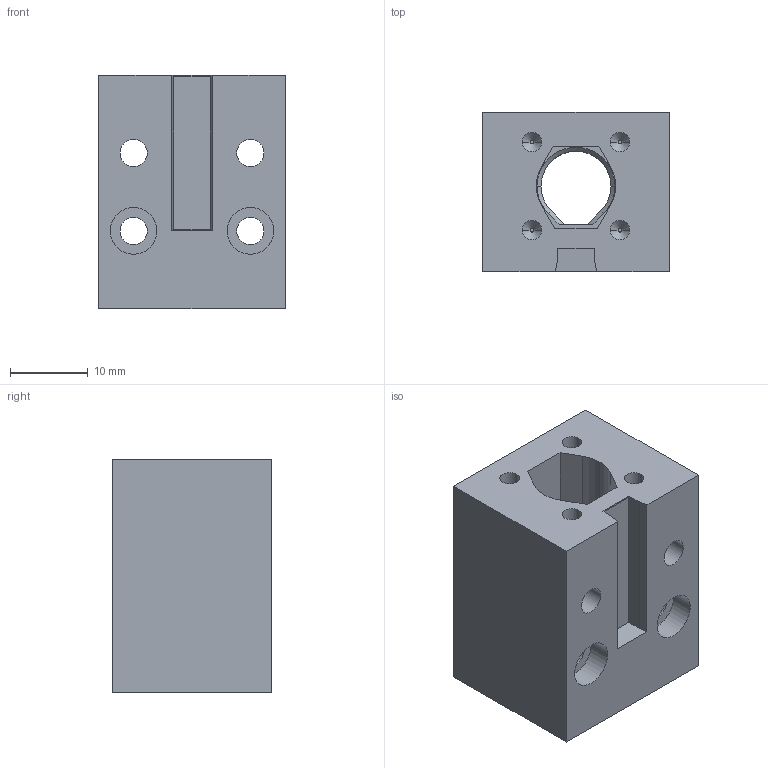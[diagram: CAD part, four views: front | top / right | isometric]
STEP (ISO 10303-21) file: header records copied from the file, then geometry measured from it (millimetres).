
FILE_DESCRIPTION (( 'STEP AP214' ), '1' );
FILE_NAME ('Pusher Block v1 no chamfer.STEP', '2024-11-05T17:38:42', ( '' ), ( '' ), 'SwSTEP 2.0', 'SolidWorks 2024', '' );
FILE_SCHEMA (( 'AUTOMOTIVE_DESIGN' ));
Length unit declared in the file: millimetre
Products named in the file (1): Pusher Block v1 no chamfer
Bounding box: 24 x 20.5 x 30 mm (x, y, z)
Volume: 11193.3 mm3; surface area: 5651.8 mm2
Topology: 1 solids, 1 shells, 70 faces, 169 edges, 108 vertices
Faces by surface type: plane 33, cylinder 26, cone 11
Entity records: 2087 total; most frequent: DIRECTION 374, CARTESIAN_POINT 348, ORIENTED_EDGE 338, EDGE_CURVE 169, AXIS2_PLACEMENT_3D 134, VERTEX_POINT 108, LINE 106, VECTOR 106
